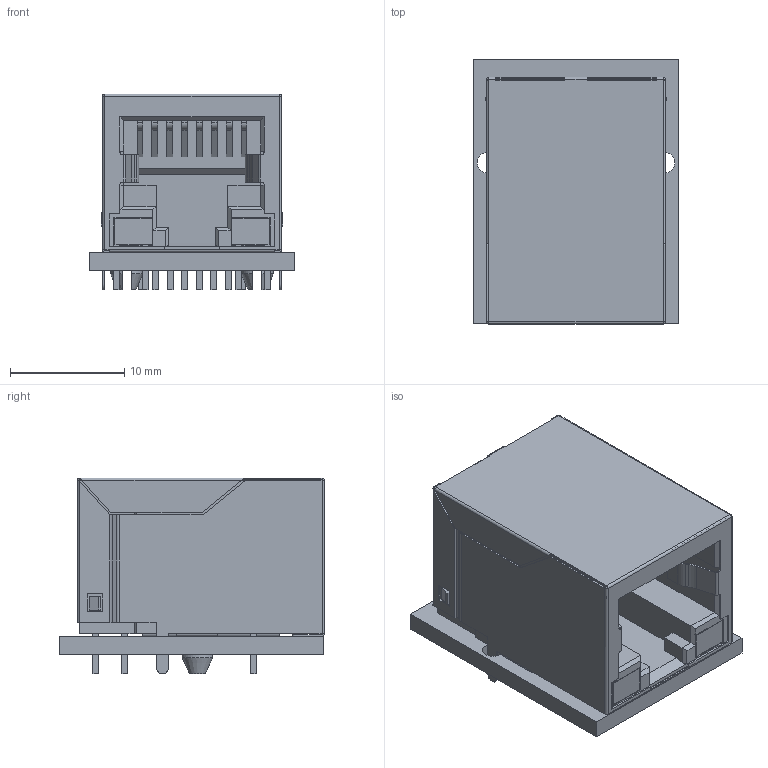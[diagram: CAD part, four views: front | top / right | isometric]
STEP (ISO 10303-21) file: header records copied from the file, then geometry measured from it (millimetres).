
FILE_DESCRIPTION(('Designed by EasyEDA Pro'),'2;1');
FILE_NAME('Open CASCADE Shape Model','2023-09-09T16:17:38',('Author'),( 'Open CASCADE'),'Open CASCADE STEP processor 7.6','Open CASCADE 7.6' ,'Unknown');
FILE_SCHEMA(('AUTOMOTIVE_DESIGN { 1 0 10303 214 1 1 1 1 }'));
Length unit declared in the file: millimetre
Products named in the file (5): PCBModel; COMPOUND; J1; RJ45-TH_HR911105A
Assembly tree (4 placements, depth 4):
  PCBModel
    COMPOUND
    J1
      RJ45-TH_HR911105A
        COMPOUND
Bounding box: 17.96 x 23.14 x 17.14 mm (x, y, z)
Volume: 3863.7 mm3; surface area: 6348.3 mm2
Topology: 3 solids, 3 shells, 644 faces, 1767 edges, 1160 vertices
Faces by surface type: plane 461, cylinder 102, extrusion 73, cone 4, sphere 4
Full cylindrical faces by diameter (mm): 1 x8, 1.1 x4, 1.8 x2, 3.3 x2
Entity records: 25612 total; most frequent: CARTESIAN_POINT 4654, ORIENTED_EDGE 3534, DIRECTION 3048, EDGE_CURVE 1767, VECTOR 1466, LINE 1393, VERTEX_POINT 1160, AXIS2_PLACEMENT_3D 791
